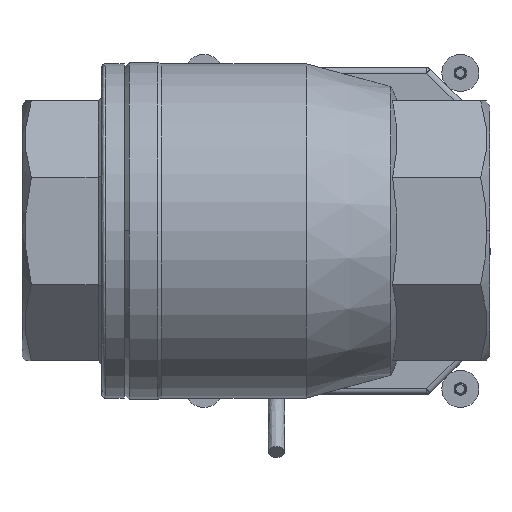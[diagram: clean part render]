
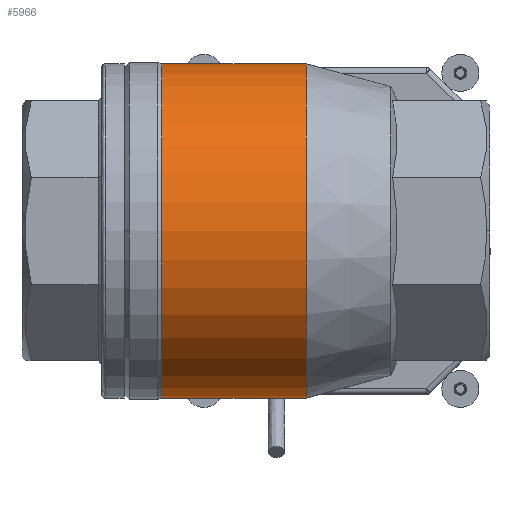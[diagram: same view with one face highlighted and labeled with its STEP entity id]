
A CAD part, front view. The second image highlights one B-rep face of the part: STEP entity #5966.
In plain terms, the highlighted cylindrical face has radius 45 mm (diameter 90 mm), a partial arc.
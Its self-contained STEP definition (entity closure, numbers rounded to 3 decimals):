
#245 = DIRECTION ( 'NONE',  ( 1., 0., 0. ) ) ;
#249 = VERTEX_POINT ( 'NONE', #7397 ) ;
#920 = CARTESIAN_POINT ( 'NONE',  ( -42., 0., 45. ) ) ;
#1021 = DIRECTION ( 'NONE',  ( 1., 0., 0. ) ) ;
#1506 = ORIENTED_EDGE ( 'NONE', *, *, #6192, .F. ) ;
#2692 = ORIENTED_EDGE ( 'NONE', *, *, #10036, .T. ) ;
#3204 = VERTEX_POINT ( 'NONE', #6752 ) ;
#3564 = LINE ( 'NONE', #920, #11633 ) ;
#3807 = CARTESIAN_POINT ( 'NONE',  ( -24.845, 0., 0. ) ) ;
#4649 = DIRECTION ( 'NONE',  ( 1., 0., 0. ) ) ;
#5003 = AXIS2_PLACEMENT_3D ( 'NONE', #14580, #5743, #8072 ) ;
#5181 = ORIENTED_EDGE ( 'NONE', *, *, #8741, .F. ) ;
#5547 = CIRCLE ( 'NONE', #5003, 45. ) ;
#5743 = DIRECTION ( 'NONE',  ( 1., 0., 0. ) ) ;
#5801 = AXIS2_PLACEMENT_3D ( 'NONE', #13531, #1021, #6085 ) ;
#5966 = ADVANCED_FACE ( 'NONE', ( #8646 ), #11377, .T. ) ;
#6085 = DIRECTION ( 'NONE',  ( 0., 0., -1. ) ) ;
#6192 = EDGE_CURVE ( 'NONE', #3204, #249, #5547, .T. ) ;
#6216 = EDGE_CURVE ( 'NONE', #7656, #3204, #3564, .T. ) ;
#6752 = CARTESIAN_POINT ( 'NONE',  ( 14., 0., 45. ) ) ;
#7266 = EDGE_LOOP ( 'NONE', ( #8310, #5181, #2692, #1506 ) ) ;
#7397 = CARTESIAN_POINT ( 'NONE',  ( 14., 0., -45. ) ) ;
#7467 = VECTOR ( 'NONE', #245, 1000. ) ;
#7656 = VERTEX_POINT ( 'NONE', #13007 ) ;
#8072 = DIRECTION ( 'NONE',  ( 0., 0., 1. ) ) ;
#8310 = ORIENTED_EDGE ( 'NONE', *, *, #6216, .F. ) ;
#8646 = FACE_OUTER_BOUND ( 'NONE', #7266, .T. ) ;
#8741 = EDGE_CURVE ( 'NONE', #14803, #7656, #13480, .T. ) ;
#9200 = CARTESIAN_POINT ( 'NONE',  ( -42., 0., -45. ) ) ;
#10036 = EDGE_CURVE ( 'NONE', #14803, #249, #11768, .T. ) ;
#11377 = CYLINDRICAL_SURFACE ( 'NONE', #5801, 45. ) ;
#11633 = VECTOR ( 'NONE', #4649, 1000. ) ;
#11768 = LINE ( 'NONE', #9200, #7467 ) ;
#12174 = CARTESIAN_POINT ( 'NONE',  ( -24.845, 0., -45. ) ) ;
#12353 = DIRECTION ( 'NONE',  ( -1., 0., 0. ) ) ;
#12517 = DIRECTION ( 'NONE',  ( 0., 0., 1. ) ) ;
#13007 = CARTESIAN_POINT ( 'NONE',  ( -24.845, 0., 45. ) ) ;
#13480 = CIRCLE ( 'NONE', #14265, 45. ) ;
#13531 = CARTESIAN_POINT ( 'NONE',  ( -42., 0., 0. ) ) ;
#14265 = AXIS2_PLACEMENT_3D ( 'NONE', #3807, #12353, #12517 ) ;
#14580 = CARTESIAN_POINT ( 'NONE',  ( 14., 0., 0. ) ) ;
#14803 = VERTEX_POINT ( 'NONE', #12174 ) ;
